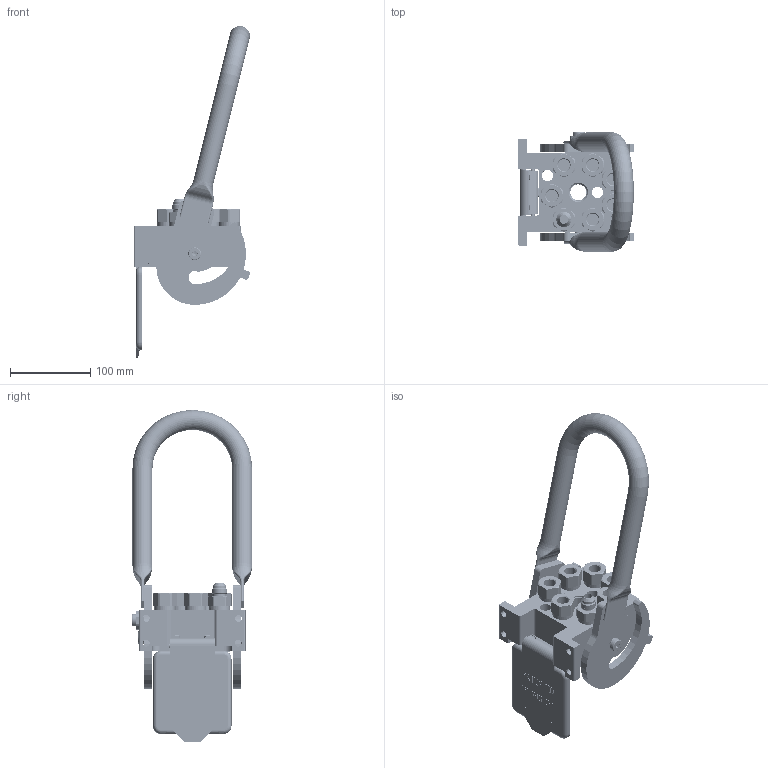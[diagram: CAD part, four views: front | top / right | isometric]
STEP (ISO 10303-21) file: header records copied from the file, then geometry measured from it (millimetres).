
FILE_DESCRIPTION (( 'STEP AP214' ), '1' );
FILE_NAME ('FASTER.step', '2021-08-18T02:07:04', ( '' ), ( '' ), 'SwSTEP 2.0', 'SolidWorks 2017', '' );
FILE_SCHEMA (( 'AUTOMOTIVE_DESIGN' ));
Length unit declared in the file: millimetre
Products named in the file (33): or1_5x7_m; A4830_024_5000_000_p5068; A_2ffnb38-13_fsf; CURS_MOLLA_38; P5068_F_BASE; 4830_025_0000_000; 4830_024_1000_011; FASTER; 4830_022_0000_000; sicura; 0048_042_0412_000; 4830_024_5000_000_ASM; 4850_020_0000_000; 0048_317_1000_000; 020_14_150; 4132_014_0000_000; et011; 4820_001_0004_000; 4840_024_1000_020; 4830_024_5000_000_p5068; 4830_026_0000_000; A_2ffnb38_gas_f; 2ffnb38-13_fsf; 2ffnb38_gas_f; 4132_072_0000_300; 4830_001_0005_301; 4830_001_0005_300; 4830_070_0000_000; 4810_001_0001_014; 4830_013_3000_030; 4840_024_1000_010
Assembly tree (40 placements, depth 5):
  FASTER
    P5068_F_BASE
      4850_020_0000_000
      4830_013_3000_030  x2
      4820_001_0004_000
      4810_001_0001_014
      4830_001_0005_300
      4830_001_0005_301
      4830_022_0000_000
      4830_070_0000_000
      0048_317_1000_000  x2
      020_14_150
    A_2ffnb38_gas_f  x6
      CURS_MOLLA_38
        4132_072_0000_300
        4132_014_0000_000
      2ffnb38_gas_f
        2ffnb38_gas_f
    A_2ffnb38-13_fsf
      CURS_MOLLA_38
        4132_072_0000_300
        4132_014_0000_000
      2ffnb38-13_fsf
        2ffnb38-13_fsf
    4830_024_5000_000_p5068
      A4830_024_5000_000_p5068
        4830_024_5000_000_ASM
          4830_024_1000_011
          4840_024_1000_010
          4840_024_1000_020
        sicura
          4830_025_0000_000
          4830_026_0000_000
          or1_5x7_m
          0048_042_0412_000
    et011
Bounding box: 145.21 x 150.2 x 414.71 mm (x, y, z)
Volume: 699610.4 mm3; surface area: 352496.5 mm2
Topology: 31 solids, 89 shells, 4686 faces, 12229 edges, 7864 vertices
Faces by surface type: plane 2649, cylinder 904, cone 456, bspline 341, torus 306, sphere 30
Entity records: 140490 total; most frequent: CARTESIAN_POINT 55284, ORIENTED_EDGE 17286, DIRECTION 16114, EDGE_CURVE 8749, VECTOR 6346, LINE 6346, VERTEX_POINT 5657, AXIS2_PLACEMENT_3D 4884
